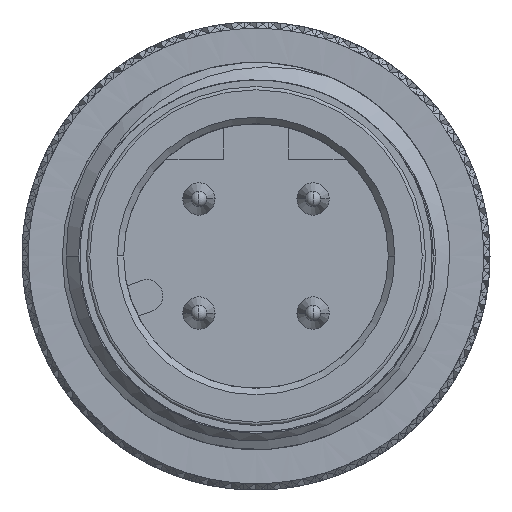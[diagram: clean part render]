
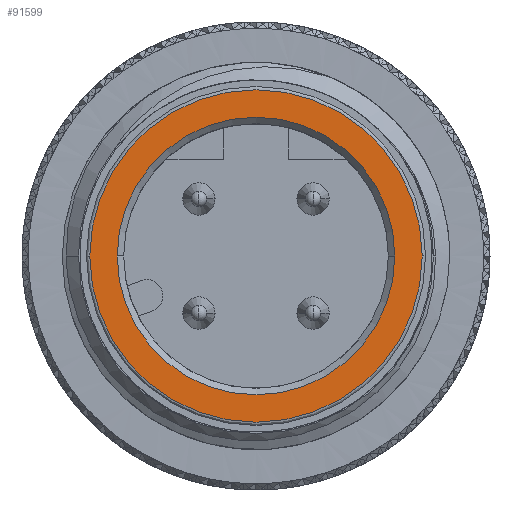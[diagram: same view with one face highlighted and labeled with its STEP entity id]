
A CAD part, left-side view. The second image highlights one B-rep face of the part: STEP entity #91599.
In plain terms, the highlighted planar face has unit normal (-1, 0, 0).
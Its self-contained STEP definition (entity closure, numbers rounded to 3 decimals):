
#14720 = FACE_BOUND ( 'NONE', #444749, .T. ) ;
#32548 = DIRECTION ( 'NONE',  ( 1., 0., 0. ) ) ;
#56052 = AXIS2_PLACEMENT_3D ( 'NONE', #480265, #379994, #157659 ) ;
#77153 = VERTEX_POINT ( 'NONE', #592955 ) ;
#91599 = ADVANCED_FACE ( 'NONE', ( #14720, #194339 ), #248999, .F. ) ;
#96859 = VERTEX_POINT ( 'NONE', #515542 ) ;
#99426 = CIRCLE ( 'NONE', #439611, 5.15 ) ;
#102736 = EDGE_LOOP ( 'NONE', ( #193113, #439179 ) ) ;
#110793 = ORIENTED_EDGE ( 'NONE', *, *, #280089, .T. ) ;
#126796 = DIRECTION ( 'NONE',  ( 0., 0., -1. ) ) ;
#131263 = CARTESIAN_POINT ( 'NONE',  ( -9., 0., 0. ) ) ;
#139700 = EDGE_CURVE ( 'NONE', #143789, #77153, #99426, .T. ) ;
#143789 = VERTEX_POINT ( 'NONE', #272729 ) ;
#157659 = DIRECTION ( 'NONE',  ( 0., 0., -1. ) ) ;
#188930 = DIRECTION ( 'NONE',  ( 0., 0., -1. ) ) ;
#193113 = ORIENTED_EDGE ( 'NONE', *, *, #139700, .T. ) ;
#194339 = FACE_OUTER_BOUND ( 'NONE', #102736, .T. ) ;
#217373 = VERTEX_POINT ( 'NONE', #310238 ) ;
#222712 = CARTESIAN_POINT ( 'NONE',  ( -9., 0., 0. ) ) ;
#248999 = PLANE ( 'NONE',  #56052 ) ;
#272729 = CARTESIAN_POINT ( 'NONE',  ( -9., 0., -5.15 ) ) ;
#280089 = EDGE_CURVE ( 'NONE', #96859, #217373, #361661, .T. ) ;
#291228 = DIRECTION ( 'NONE',  ( 0., 0., -1. ) ) ;
#310238 = CARTESIAN_POINT ( 'NONE',  ( -9., 0., 4.3 ) ) ;
#322549 = CIRCLE ( 'NONE', #400287, 5.15 ) ;
#339894 = DIRECTION ( 'NONE',  ( -1., 0., 0. ) ) ;
#361661 = CIRCLE ( 'NONE', #439384, 4.3 ) ;
#379994 = DIRECTION ( 'NONE',  ( 1., 0., 0. ) ) ;
#400287 = AXIS2_PLACEMENT_3D ( 'NONE', #131263, #554242, #188930 ) ;
#405354 = DIRECTION ( 'NONE',  ( 1., 0., 0. ) ) ;
#410629 = ORIENTED_EDGE ( 'NONE', *, *, #583174, .T. ) ;
#439179 = ORIENTED_EDGE ( 'NONE', *, *, #509010, .T. ) ;
#439384 = AXIS2_PLACEMENT_3D ( 'NONE', #222712, #405354, #453961 ) ;
#439611 = AXIS2_PLACEMENT_3D ( 'NONE', #504568, #339894, #291228 ) ;
#444749 = EDGE_LOOP ( 'NONE', ( #410629, #110793 ) ) ;
#453961 = DIRECTION ( 'NONE',  ( 0., 0., -1. ) ) ;
#480265 = CARTESIAN_POINT ( 'NONE',  ( -9., 4.1, 0. ) ) ;
#504568 = CARTESIAN_POINT ( 'NONE',  ( -9., 0., 0. ) ) ;
#509010 = EDGE_CURVE ( 'NONE', #77153, #143789, #322549, .T. ) ;
#515542 = CARTESIAN_POINT ( 'NONE',  ( -9., 0., -4.3 ) ) ;
#522177 = CIRCLE ( 'NONE', #560918, 4.3 ) ;
#534767 = CARTESIAN_POINT ( 'NONE',  ( -9., 0., 0. ) ) ;
#554242 = DIRECTION ( 'NONE',  ( -1., 0., 0. ) ) ;
#560918 = AXIS2_PLACEMENT_3D ( 'NONE', #534767, #32548, #126796 ) ;
#583174 = EDGE_CURVE ( 'NONE', #217373, #96859, #522177, .T. ) ;
#592955 = CARTESIAN_POINT ( 'NONE',  ( -9., 0., 5.15 ) ) ;
